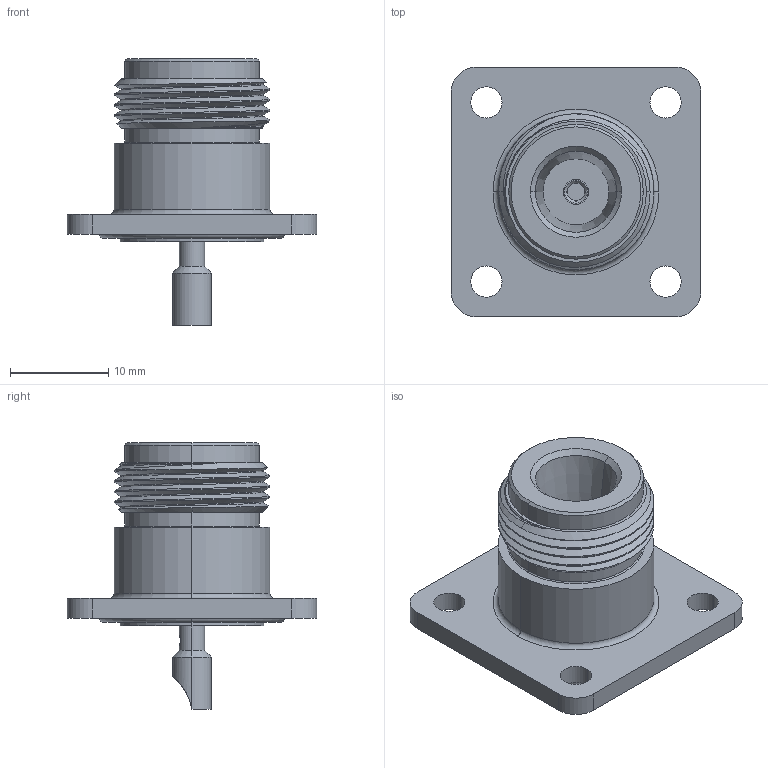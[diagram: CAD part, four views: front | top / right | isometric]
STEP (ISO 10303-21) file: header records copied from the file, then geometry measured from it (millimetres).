
FILE_DESCRIPTION (( 'STEP AP214' ), '1' );
FILE_NAME ('PE4487.STEP', '2017-12-05T16:24:08', ( '' ), ( '' ), 'SwSTEP 2.0', 'SolidWorks 2017', '' );
FILE_SCHEMA (( 'AUTOMOTIVE_DESIGN' ));
Length unit declared in the file: inch
Products named in the file (1): PE4487
Bounding box: 25.4 x 25.4 x 27.18 mm (x, y, z)
Volume: 3766.9 mm3; surface area: 3265.8 mm2
Topology: 2 solids, 2 shells, 125 faces, 302 edges, 191 vertices
Faces by surface type: cylinder 63, plane 31, cone 20, torus 8, bspline 3
Entity records: 5457 total; most frequent: CARTESIAN_POINT 1948, ORIENTED_EDGE 604, DIRECTION 587, EDGE_CURVE 302, AXIS2_PLACEMENT_3D 242, VERTEX_POINT 191, EDGE_LOOP 147, ADVANCED_FACE 125
